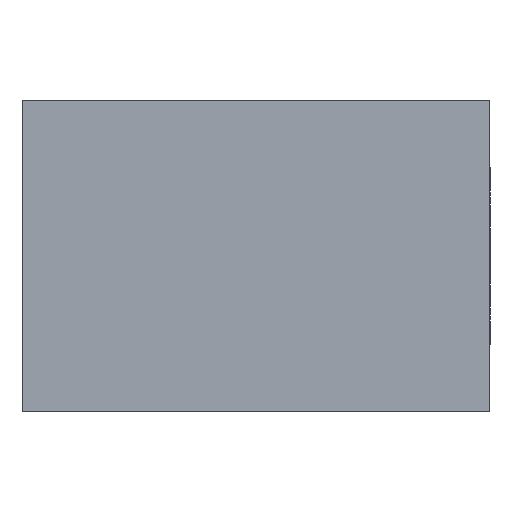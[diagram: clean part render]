
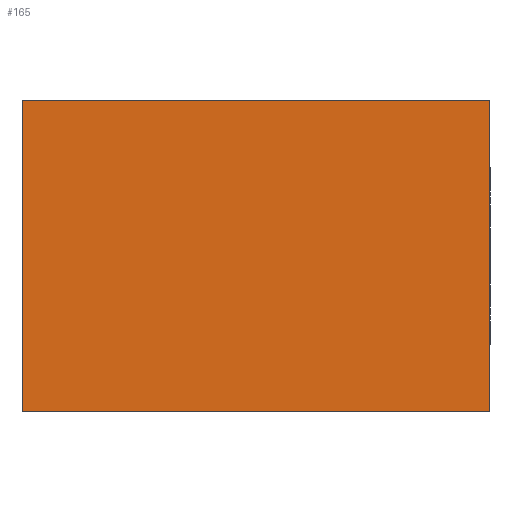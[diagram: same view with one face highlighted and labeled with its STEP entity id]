
A CAD part, left-side view. The second image highlights one B-rep face of the part: STEP entity #165.
In plain terms, the highlighted planar face has unit normal (-1, 0, 0).
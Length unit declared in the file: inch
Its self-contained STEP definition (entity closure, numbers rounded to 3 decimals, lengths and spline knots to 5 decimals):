
#25 = DIRECTION ( 'NONE',  ( 1., 0., 0. ) ) ;
#26 = LINE ( 'NONE', #278, #557 ) ;
#50 = VERTEX_POINT ( 'NONE', #447 ) ;
#66 = AXIS2_PLACEMENT_3D ( 'NONE', #642, #25, #481 ) ;
#73 = CARTESIAN_POINT ( 'NONE',  ( -0.845, 0., -0.125 ) ) ;
#76 = VERTEX_POINT ( 'NONE', #639 ) ;
#90 = CARTESIAN_POINT ( 'NONE',  ( -0.845, 0., -0.125 ) ) ;
#96 = DIRECTION ( 'NONE',  ( 0., -1., 0. ) ) ;
#145 = CARTESIAN_POINT ( 'NONE',  ( -0.845, 0.375, -0.125 ) ) ;
#165 = ADVANCED_FACE ( 'NONE', ( #209 ), #229, .F. ) ;
#186 = ORIENTED_EDGE ( 'NONE', *, *, #347, .T. ) ;
#209 = FACE_OUTER_BOUND ( 'NONE', #570, .T. ) ;
#215 = ORIENTED_EDGE ( 'NONE', *, *, #558, .F. ) ;
#229 = PLANE ( 'NONE',  #66 ) ;
#233 = DIRECTION ( 'NONE',  ( 0., -1., 0. ) ) ;
#245 = CARTESIAN_POINT ( 'NONE',  ( -0.845, 0.375, -0.125 ) ) ;
#251 = LINE ( 'NONE', #90, #365 ) ;
#262 = VERTEX_POINT ( 'NONE', #73 ) ;
#271 = VECTOR ( 'NONE', #96, 39.37008 ) ;
#278 = CARTESIAN_POINT ( 'NONE',  ( -0.845, 0.1875, -0.125 ) ) ;
#287 = LINE ( 'NONE', #395, #271 ) ;
#298 = ORIENTED_EDGE ( 'NONE', *, *, #478, .T. ) ;
#333 = LINE ( 'NONE', #245, #602 ) ;
#347 = EDGE_CURVE ( 'NONE', #606, #262, #26, .T. ) ;
#365 = VECTOR ( 'NONE', #654, 39.37008 ) ;
#386 = DIRECTION ( 'NONE',  ( 0., 0., 1. ) ) ;
#395 = CARTESIAN_POINT ( 'NONE',  ( -0.845, 0.1875, 0.125 ) ) ;
#447 = CARTESIAN_POINT ( 'NONE',  ( -0.845, 0.375, 0.125 ) ) ;
#478 = EDGE_CURVE ( 'NONE', #262, #76, #251, .T. ) ;
#481 = DIRECTION ( 'NONE',  ( 0., 0., -1. ) ) ;
#526 = ORIENTED_EDGE ( 'NONE', *, *, #632, .F. ) ;
#557 = VECTOR ( 'NONE', #233, 39.37008 ) ;
#558 = EDGE_CURVE ( 'NONE', #606, #50, #333, .T. ) ;
#570 = EDGE_LOOP ( 'NONE', ( #298, #526, #215, #186 ) ) ;
#602 = VECTOR ( 'NONE', #386, 39.37008 ) ;
#606 = VERTEX_POINT ( 'NONE', #145 ) ;
#632 = EDGE_CURVE ( 'NONE', #50, #76, #287, .T. ) ;
#639 = CARTESIAN_POINT ( 'NONE',  ( -0.845, 0., 0.125 ) ) ;
#642 = CARTESIAN_POINT ( 'NONE',  ( -0.845, 0.1875, -0.125 ) ) ;
#654 = DIRECTION ( 'NONE',  ( 0., 0., 1. ) ) ;
